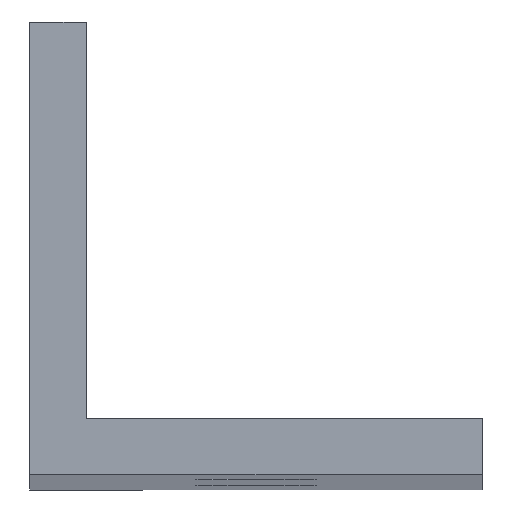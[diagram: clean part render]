
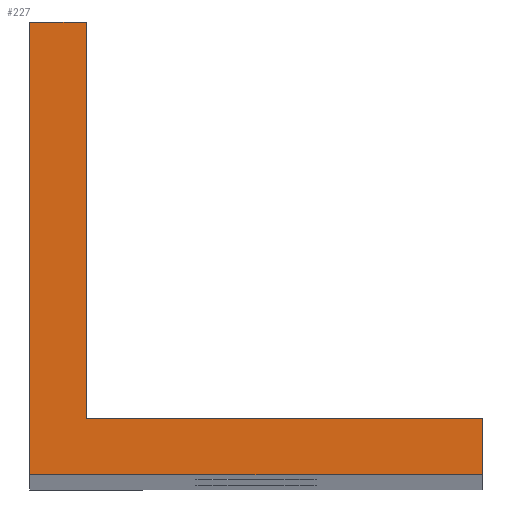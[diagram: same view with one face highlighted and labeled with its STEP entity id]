
A CAD part, top view. The second image highlights one B-rep face of the part: STEP entity #227.
In plain terms, the highlighted planar face has unit normal (0, 0, 1).
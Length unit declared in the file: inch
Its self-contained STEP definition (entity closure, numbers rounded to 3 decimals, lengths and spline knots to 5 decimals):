
#17=LINE('',#345,#35);
#20=LINE('',#351,#38);
#23=LINE('',#357,#41);
#26=LINE('',#363,#44);
#29=LINE('',#369,#47);
#32=LINE('',#373,#50);
#35=VECTOR('',#287,0.3937);
#38=VECTOR('',#292,0.3937);
#41=VECTOR('',#297,0.3937);
#44=VECTOR('',#302,0.3937);
#47=VECTOR('',#307,0.3937);
#50=VECTOR('',#312,0.3937);
#57=PLANE('',#255);
#81=FACE_OUTER_BOUND('',#105,.T.);
#105=EDGE_LOOP('',(#201,#202,#203,#204,#205,#206));
#125=VERTEX_POINT('',#342);
#126=VERTEX_POINT('',#344);
#128=VERTEX_POINT('',#350);
#130=VERTEX_POINT('',#356);
#132=VERTEX_POINT('',#362);
#134=VERTEX_POINT('',#368);
#145=EDGE_CURVE('',#126,#125,#17,.T.);
#148=EDGE_CURVE('',#128,#126,#20,.T.);
#151=EDGE_CURVE('',#130,#128,#23,.T.);
#154=EDGE_CURVE('',#132,#130,#26,.T.);
#157=EDGE_CURVE('',#134,#132,#29,.T.);
#160=EDGE_CURVE('',#125,#134,#32,.T.);
#201=ORIENTED_EDGE('',*,*,#160,.T.);
#202=ORIENTED_EDGE('',*,*,#157,.T.);
#203=ORIENTED_EDGE('',*,*,#154,.T.);
#204=ORIENTED_EDGE('',*,*,#151,.T.);
#205=ORIENTED_EDGE('',*,*,#148,.T.);
#206=ORIENTED_EDGE('',*,*,#145,.T.);
#227=ADVANCED_FACE('',(#81),#57,.T.);
#255=AXIS2_PLACEMENT_3D('',#374,#313,#314);
#287=DIRECTION('',(0.,-1.,0.));
#292=DIRECTION('',(-1.,0.,0.));
#297=DIRECTION('',(0.,1.,0.));
#302=DIRECTION('',(-1.,0.,0.));
#307=DIRECTION('',(0.,1.,0.));
#312=DIRECTION('',(1.,0.,0.));
#313=DIRECTION('center_axis',(0.,0.,1.));
#314=DIRECTION('ref_axis',(1.,0.,0.));
#342=CARTESIAN_POINT('',(0.,0.,19.375));
#344=CARTESIAN_POINT('',(0.,1.,19.375));
#345=CARTESIAN_POINT('',(0.,1.,19.375));
#350=CARTESIAN_POINT('',(0.125,1.,19.375));
#351=CARTESIAN_POINT('',(0.125,1.,19.375));
#356=CARTESIAN_POINT('',(0.125,0.125,19.375));
#357=CARTESIAN_POINT('',(0.125,0.125,19.375));
#362=CARTESIAN_POINT('',(1.,0.125,19.375));
#363=CARTESIAN_POINT('',(1.,0.125,19.375));
#368=CARTESIAN_POINT('',(1.,0.,19.375));
#369=CARTESIAN_POINT('',(1.,0.,19.375));
#373=CARTESIAN_POINT('',(0.,0.,19.375));
#374=CARTESIAN_POINT('Origin',(0.30859,0.30859,19.375));
